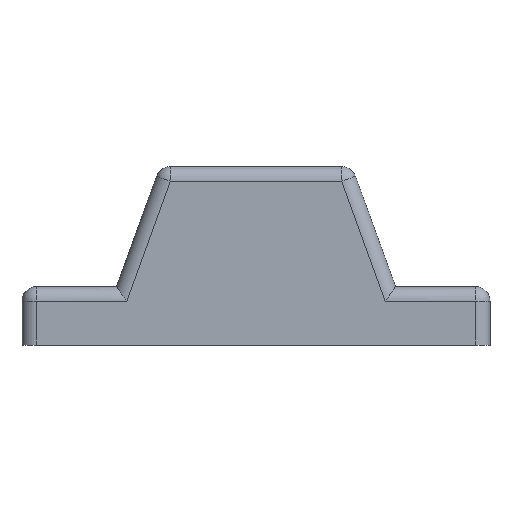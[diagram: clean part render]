
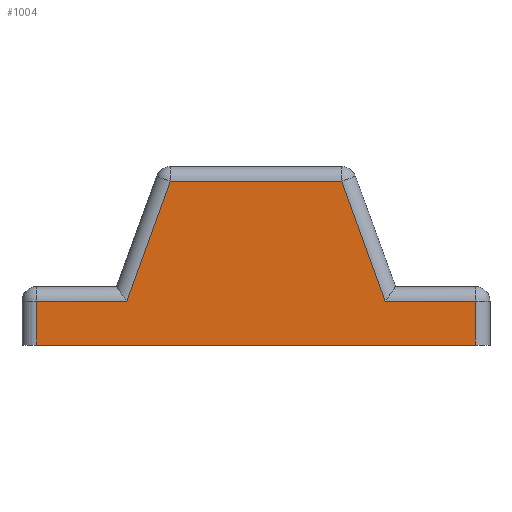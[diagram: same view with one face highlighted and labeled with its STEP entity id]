
A CAD part, top view. The second image highlights one B-rep face of the part: STEP entity #1004.
In plain terms, the highlighted planar face has unit normal (0, 0, 1).
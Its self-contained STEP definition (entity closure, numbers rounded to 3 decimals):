
#11 = CARTESIAN_POINT ( 'NONE',  ( 0., 11.206, 3. ) ) ;
#30 = VECTOR ( 'NONE', #523, 1000. ) ;
#50 = DIRECTION ( 'NONE',  ( 0., -1., 0. ) ) ;
#51 = LINE ( 'NONE', #1137, #887 ) ;
#64 = CARTESIAN_POINT ( 'NONE',  ( 0., 3., 3. ) ) ;
#67 = CARTESIAN_POINT ( 'NONE',  ( -15., 3., 3. ) ) ;
#154 = VERTEX_POINT ( 'NONE', #835 ) ;
#178 = CARTESIAN_POINT ( 'NONE',  ( 15., 3., 3. ) ) ;
#191 = VERTEX_POINT ( 'NONE', #989 ) ;
#206 = ORIENTED_EDGE ( 'NONE', *, *, #629, .F. ) ;
#223 = DIRECTION ( 'NONE',  ( 0., 0., 1. ) ) ;
#252 = FACE_OUTER_BOUND ( 'NONE', #1119, .T. ) ;
#260 = CARTESIAN_POINT ( 'NONE',  ( -8.839, 3., 3. ) ) ;
#264 = ORIENTED_EDGE ( 'NONE', *, *, #366, .T. ) ;
#266 = CARTESIAN_POINT ( 'NONE',  ( -8.772, 3.186, 3. ) ) ;
#297 = LINE ( 'NONE', #1101, #1005 ) ;
#323 = VECTOR ( 'NONE', #1062, 1000. ) ;
#366 = EDGE_CURVE ( 'NONE', #531, #533, #297, .T. ) ;
#369 = VECTOR ( 'NONE', #437, 1000. ) ;
#378 = VERTEX_POINT ( 'NONE', #518 ) ;
#409 = CARTESIAN_POINT ( 'NONE',  ( 15., 0., 3. ) ) ;
#416 = ORIENTED_EDGE ( 'NONE', *, *, #1096, .T. ) ;
#437 = DIRECTION ( 'NONE',  ( -1., 0., 0. ) ) ;
#453 = VECTOR ( 'NONE', #980, 1000. ) ;
#475 = ORIENTED_EDGE ( 'NONE', *, *, #934, .T. ) ;
#487 = CARTESIAN_POINT ( 'NONE',  ( 0., 0., 3. ) ) ;
#518 = CARTESIAN_POINT ( 'NONE',  ( 15., 0., 3. ) ) ;
#523 = DIRECTION ( 'NONE',  ( -1., 0., 0. ) ) ;
#530 = CARTESIAN_POINT ( 'NONE',  ( -15., 0., 3. ) ) ;
#531 = VERTEX_POINT ( 'NONE', #67 ) ;
#533 = VERTEX_POINT ( 'NONE', #530 ) ;
#535 = EDGE_CURVE ( 'NONE', #802, #191, #1069, .T. ) ;
#568 = LINE ( 'NONE', #11, #323 ) ;
#616 = CARTESIAN_POINT ( 'NONE',  ( -5.859, 11.206, 3. ) ) ;
#629 = EDGE_CURVE ( 'NONE', #378, #533, #727, .T. ) ;
#638 = VECTOR ( 'NONE', #1022, 1000. ) ;
#649 = ORIENTED_EDGE ( 'NONE', *, *, #762, .T. ) ;
#651 = LINE ( 'NONE', #64, #30 ) ;
#727 = LINE ( 'NONE', #487, #925 ) ;
#735 = ORIENTED_EDGE ( 'NONE', *, *, #979, .T. ) ;
#752 = PLANE ( 'NONE',  #901 ) ;
#762 = EDGE_CURVE ( 'NONE', #378, #802, #872, .T. ) ;
#797 = ORIENTED_EDGE ( 'NONE', *, *, #535, .T. ) ;
#802 = VERTEX_POINT ( 'NONE', #178 ) ;
#817 = ORIENTED_EDGE ( 'NONE', *, *, #878, .T. ) ;
#835 = CARTESIAN_POINT ( 'NONE',  ( 5.859, 11.206, 3. ) ) ;
#837 = DIRECTION ( 'NONE',  ( 1., 0., 0. ) ) ;
#855 = CARTESIAN_POINT ( 'NONE',  ( 0., 0., 3. ) ) ;
#872 = LINE ( 'NONE', #409, #638 ) ;
#878 = EDGE_CURVE ( 'NONE', #191, #154, #51, .T. ) ;
#887 = VECTOR ( 'NONE', #1055, 1000. ) ;
#901 = AXIS2_PLACEMENT_3D ( 'NONE', #855, #223, #837 ) ;
#909 = LINE ( 'NONE', #266, #453 ) ;
#925 = VECTOR ( 'NONE', #1013, 1000. ) ;
#934 = EDGE_CURVE ( 'NONE', #154, #1122, #568, .T. ) ;
#979 = EDGE_CURVE ( 'NONE', #1122, #981, #909, .T. ) ;
#980 = DIRECTION ( 'NONE',  ( -0.341, -0.94, 0. ) ) ;
#981 = VERTEX_POINT ( 'NONE', #260 ) ;
#989 = CARTESIAN_POINT ( 'NONE',  ( 8.839, 3., 3. ) ) ;
#1004 = ADVANCED_FACE ( 'NONE', ( #252 ), #752, .T. ) ;
#1005 = VECTOR ( 'NONE', #50, 1000. ) ;
#1013 = DIRECTION ( 'NONE',  ( -1., 0., 0. ) ) ;
#1022 = DIRECTION ( 'NONE',  ( 0., 1., 0. ) ) ;
#1044 = CARTESIAN_POINT ( 'NONE',  ( 0., 3., 3. ) ) ;
#1055 = DIRECTION ( 'NONE',  ( -0.341, 0.94, 0. ) ) ;
#1062 = DIRECTION ( 'NONE',  ( -1., 0., 0. ) ) ;
#1069 = LINE ( 'NONE', #1044, #369 ) ;
#1096 = EDGE_CURVE ( 'NONE', #981, #531, #651, .T. ) ;
#1101 = CARTESIAN_POINT ( 'NONE',  ( -15., 0., 3. ) ) ;
#1119 = EDGE_LOOP ( 'NONE', ( #206, #649, #797, #817, #475, #735, #416, #264 ) ) ;
#1122 = VERTEX_POINT ( 'NONE', #616 ) ;
#1137 = CARTESIAN_POINT ( 'NONE',  ( 8.772, 3.186, 3. ) ) ;
